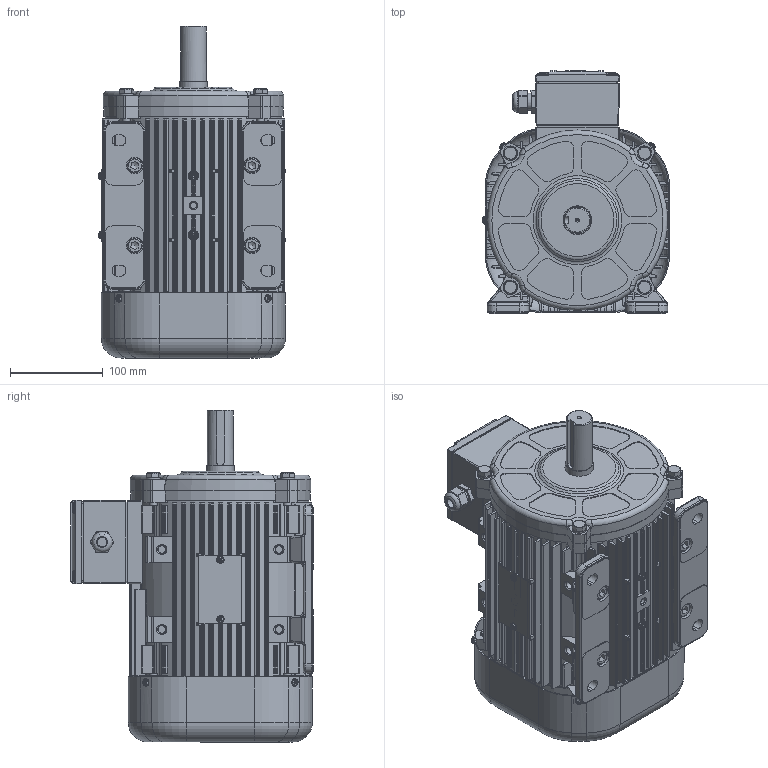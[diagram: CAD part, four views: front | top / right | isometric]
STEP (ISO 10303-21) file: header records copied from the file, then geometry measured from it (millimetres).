
FILE_DESCRIPTION((''),'2;1');
FILE_NAME('100L 2.2kW B3 TYPE MOTOR ASS''Y 20110316.stp','2011-03-23T10:36:34',('shyeom'),(''),'Autodesk Inventor 2011','Autodesk Inventor 2011','');
FILE_SCHEMA(('AUTOMOTIVE_DESIGN { 1 0 10303 214 1 1 1 1 }'));
Length unit declared in the file: millimetre
Products named in the file (21): 100L 2.2kW B3 TYPE MOTOR ASS'Y 20110316; 전장길이 수정분 100L 2.2kW 동력용 FRAME L_T 20100930; 100L 2.2kW FRONT COVER L_T 20090630; 100L 2.2kW REAR COVER L_T 20090630; 100L 2.2kW FAN COVER 70L 20091125; 100L 2.2kW BASE BRACKET 20090623; 100L 2.2kW SHAFT 20091124; 1.5kW~3.75kW CODE BUSHING 20090615; JIS B 1111 Z - 미터 A M4 x 6 - Z; JIS B 1180 C 전체 스레드 - 미터 C M8 x 30; JIS B 1251 번호 2 8; ISO 4762 M10 x 16; 1.5kW~3.75kW LEAD BOX ASS'Y 20101221; LEAD BOX A 20090609; LEAD BOX B 20090609; RUBBER GASKET 20091123; ISO 7045 Z M4 x 10 - 4.8 - Z; ISO 7045 Z M4 x 12 - 4.8 - Z; BED; CAP; PEGJ150-4R4LAT NAME PLATE 20101221
Assembly tree (50 placements, depth 2):
  100L 2.2kW B3 TYPE MOTOR ASS'Y 20110316
    전장길이 수정분 100L 2.2kW 동력용 FRAME L_T 20100930
    100L 2.2kW FRONT COVER L_T 20090630
    100L 2.2kW REAR COVER L_T 20090630
    100L 2.2kW FAN COVER 70L 20091125
    100L 2.2kW BASE BRACKET 20090623  x2
    100L 2.2kW SHAFT 20091124
    1.5kW~3.75kW CODE BUSHING 20090615  x2
    JIS B 1111 Z - 미터 A M4 x 6 - Z  x6
    JIS B 1180 C 전체 스레드 - 미터 C M8 x 30  x8
    JIS B 1251 번호 2 8  x8
    ISO 4762 M10 x 16  x4
    PEGJ150-4R4LAT NAME PLATE 20101221
  1.5kW~3.75kW LEAD BOX ASS'Y 20101221
    LEAD BOX A 20090609
    LEAD BOX B 20090609
    RUBBER GASKET 20091123  x2
    ISO 7045 Z M4 x 10 - 4.8 - Z  x4
    ISO 7045 Z M4 x 12 - 4.8 - Z  x4
    BED
    CAP
Bounding box: 201.04 x 261 x 357 mm (x, y, z)
Volume: 2535994.2 mm3; surface area: 956804.2 mm2
Topology: 50 solids, 50 shells, 3544 faces, 9292 edges, 6013 vertices
Faces by surface type: plane 1535, cylinder 1266, cone 397, torus 208, bspline 104, sphere 34
Full cylindrical faces by diameter (mm): 2 x2, 3.2 x11, 3.242 x14, 3.571 x6, 3.6 x16, 3.621 x8, 4 x14, 4.2 x2, 5 x8, 6 x5, 6.647 x11, 8 x20, 8.376 x12, 9 x8, 10 x6, 10.1 x1, 11 x4, 13 x2, 15.2 x1, 16 x4, 18 x4, 18.2 x2, 19 x1, 21 x1, 22 x1, 24.8 x1, 25 x1, 26 x1, 28 x1, 29.8 x2
Entity records: 88168 total; most frequent: CARTESIAN_POINT 19684, DIRECTION 14382, ORIENTED_EDGE 13442, EDGE_CURVE 6721, AXIS2_PLACEMENT_3D 5537, VERTEX_POINT 4532, VECTOR 3308, LINE 3308
